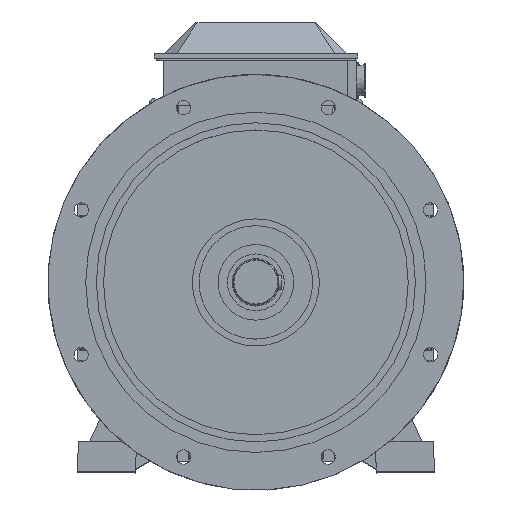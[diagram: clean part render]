
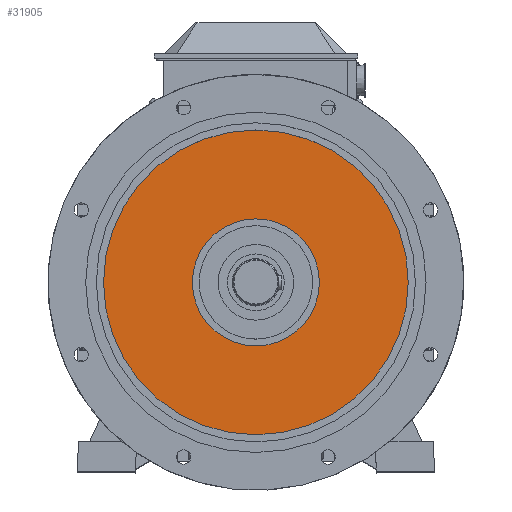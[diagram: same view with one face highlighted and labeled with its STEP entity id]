
A CAD part, top view. The second image highlights one B-rep face of the part: STEP entity #31905.
In plain terms, the highlighted planar face has unit normal (0, 0, 1).
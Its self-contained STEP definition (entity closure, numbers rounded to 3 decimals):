
#31871=CARTESIAN_POINT('',(0.,84.,59.529));
#31872=VERTEX_POINT('',#31871);
#31873=CARTESIAN_POINT('',(0.,0.,59.529));
#31874=DIRECTION('',(0.,0.,-1.0));
#31875=DIRECTION('',(-0.559,0.829,0.));
#31876=AXIS2_PLACEMENT_3D('',#31873,#31874,#31875);
#31877=CIRCLE('',#31876,84.);
#31878=EDGE_CURVE('',#31872,#31872,#31877,.T.);
#31886=CARTESIAN_POINT('',(0.,-221.65,59.529));
#31887=DIRECTION('',(0.0,0.0,1.0));
#31888=DIRECTION('',(1.0,0.0,0.0));
#31889=AXIS2_PLACEMENT_3D('',#31886,#31887,#31888);
#31890=PLANE('',#31889);
#31891=CARTESIAN_POINT('',(0.,201.5,59.529));
#31892=VERTEX_POINT('',#31891);
#31893=CARTESIAN_POINT('',(0.,0.,59.529));
#31894=DIRECTION('',(0.,0.,-1.));
#31895=DIRECTION('',(-0.559,0.829,0.));
#31896=AXIS2_PLACEMENT_3D('',#31893,#31894,#31895);
#31897=CIRCLE('',#31896,201.5);
#31898=EDGE_CURVE('',#31892,#31892,#31897,.T.);
#31899=ORIENTED_EDGE('',*,*,#31898,.F.);
#31900=EDGE_LOOP('',(#31899));
#31901=FACE_OUTER_BOUND('',#31900,.T.);
#31902=ORIENTED_EDGE('',*,*,#31878,.T.);
#31903=EDGE_LOOP('',(#31902));
#31904=FACE_BOUND('',#31903,.T.);
#31905=ADVANCED_FACE('',(#31901,#31904),#31890,.T.);
